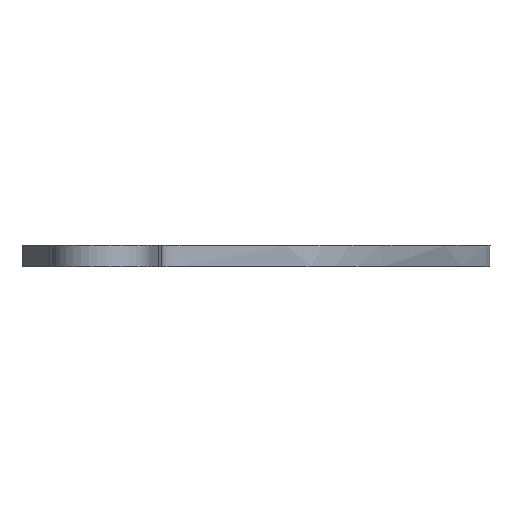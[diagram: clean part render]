
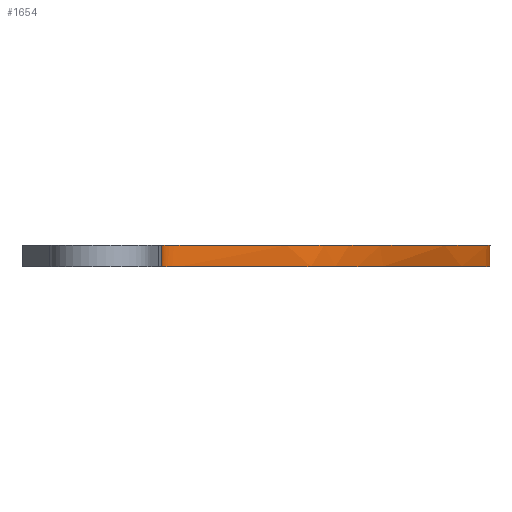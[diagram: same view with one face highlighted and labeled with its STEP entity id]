
A CAD part, left-side view. The second image highlights one B-rep face of the part: STEP entity #1654.
In plain terms, the highlighted free-form (B-spline) face has degree [3, 1] with [12, 2] control points.
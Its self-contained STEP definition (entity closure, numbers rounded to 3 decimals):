
#29=B_SPLINE_SURFACE_WITH_KNOTS('',3,1,((#4255,#4256),(#4257,#4258),(#4259,
#4260),(#4261,#4262),(#4263,#4264),(#4265,#4266),(#4267,#4268),(#4269,#4270),
(#4271,#4272),(#4273,#4274),(#4275,#4276),(#4277,#4278)),.UNSPECIFIED.,
 .F.,.F.,.F.,(4,1,1,1,1,1,1,1,1,4),(2,2),(0.,1.917,3.834,
7.667,11.334,15.,16.212,17.423,
18.325,19.227),(0.,1.081),.UNSPECIFIED.);
#213=FACE_OUTER_BOUND('',#313,.T.);
#313=EDGE_LOOP('',(#1500,#1501,#1502,#1503));
#449=LINE('',#4279,#582);
#582=VECTOR('',#1995,10.);
#590=B_SPLINE_CURVE_WITH_KNOTS('',3,(#2040,#2041,#2042,#2043,#2044,#2045,
#2046,#2047,#2048,#2049,#2050),.UNSPECIFIED.,.F.,.F.,(4,1,1,1,1,1,1,1,4),
(-23.465,-21.126,-18.786,-14.107,
-9.633,-5.158,-3.679,-2.201,
-2.022),.UNSPECIFIED.);
#616=B_SPLINE_CURVE_WITH_KNOTS('',3,(#2836,#2837,#2838,#2839,#2840,#2841,
#2842,#2843,#2844,#2845,#2846),.UNSPECIFIED.,.F.,.F.,(4,1,1,1,1,1,1,1,4),
(-13.456,-13.343,-12.416,-11.488,
-8.68,-5.872,-2.936,-1.468,
0.),.UNSPECIFIED.);
#636=B_SPLINE_CURVE_WITH_KNOTS('',3,(#4242,#4243,#4244,#4245,#4246,#4247),
 .UNSPECIFIED.,.F.,.F.,(4,2,4),(-0.63,-0.315,0.),
 .UNSPECIFIED.);
#646=VERTEX_POINT('',#2037);
#647=VERTEX_POINT('',#2039);
#764=VERTEX_POINT('',#2833);
#765=VERTEX_POINT('',#2835);
#810=EDGE_CURVE('',#647,#646,#590,.T.);
#950=EDGE_CURVE('',#765,#764,#616,.T.);
#1036=EDGE_CURVE('',#646,#765,#636,.T.);
#1040=EDGE_CURVE('',#647,#764,#449,.T.);
#1500=ORIENTED_EDGE('',*,*,#1036,.T.);
#1501=ORIENTED_EDGE('',*,*,#950,.T.);
#1502=ORIENTED_EDGE('',*,*,#1040,.F.);
#1503=ORIENTED_EDGE('',*,*,#810,.T.);
#1654=ADVANCED_FACE('',(#213),#29,.T.);
#1995=DIRECTION('',(0.,0.,-1.));
#2037=CARTESIAN_POINT('',(62.318,100.072,6.3));
#2039=CARTESIAN_POINT('',(199.023,2.631,6.3));
#2040=CARTESIAN_POINT('Ctrl Pts',(199.023,2.631,6.3));
#2041=CARTESIAN_POINT('Ctrl Pts',(193.159,1.671,6.3));
#2042=CARTESIAN_POINT('Ctrl Pts',(179.917,6.799,6.3));
#2043=CARTESIAN_POINT('Ctrl Pts',(156.362,14.75,6.3));
#2044=CARTESIAN_POINT('Ctrl Pts',(128.403,29.484,6.3));
#2045=CARTESIAN_POINT('Ctrl Pts',(94.807,47.192,6.3));
#2046=CARTESIAN_POINT('Ctrl Pts',(81.216,73.973,6.3));
#2047=CARTESIAN_POINT('Ctrl Pts',(72.072,90.739,6.3));
#2048=CARTESIAN_POINT('Ctrl Pts',(66.521,99.835,6.3));
#2049=CARTESIAN_POINT('Ctrl Pts',(62.736,100.088,6.3));
#2050=CARTESIAN_POINT('Ctrl Pts',(62.318,100.072,6.3));
#2833=CARTESIAN_POINT('',(199.023,2.631,0.));
#2835=CARTESIAN_POINT('',(62.318,100.072,0.));
#2836=CARTESIAN_POINT('Ctrl Pts',(62.318,100.072,0.));
#2837=CARTESIAN_POINT('Ctrl Pts',(62.736,100.088,0.));
#2838=CARTESIAN_POINT('Ctrl Pts',(66.521,99.835,0.));
#2839=CARTESIAN_POINT('Ctrl Pts',(72.072,90.739,0.));
#2840=CARTESIAN_POINT('Ctrl Pts',(81.216,73.973,0.));
#2841=CARTESIAN_POINT('Ctrl Pts',(94.807,47.192,0.));
#2842=CARTESIAN_POINT('Ctrl Pts',(128.403,29.484,0.));
#2843=CARTESIAN_POINT('Ctrl Pts',(156.362,14.75,0.));
#2844=CARTESIAN_POINT('Ctrl Pts',(179.917,6.799,0.));
#2845=CARTESIAN_POINT('Ctrl Pts',(193.159,1.671,0.));
#2846=CARTESIAN_POINT('Ctrl Pts',(199.023,2.631,0.));
#4242=CARTESIAN_POINT('Ctrl Pts',(62.318,100.072,6.3));
#4243=CARTESIAN_POINT('Ctrl Pts',(62.318,100.072,5.25));
#4244=CARTESIAN_POINT('Ctrl Pts',(62.318,100.072,4.2));
#4245=CARTESIAN_POINT('Ctrl Pts',(62.318,100.072,2.1));
#4246=CARTESIAN_POINT('Ctrl Pts',(62.318,100.072,1.05));
#4247=CARTESIAN_POINT('Ctrl Pts',(62.318,100.072,0.));
#4255=CARTESIAN_POINT('Ctrl Pts',(199.023,2.631,7.656));
#4256=CARTESIAN_POINT('Ctrl Pts',(199.023,2.631,-3.159));
#4257=CARTESIAN_POINT('Ctrl Pts',(193.159,1.671,7.656));
#4258=CARTESIAN_POINT('Ctrl Pts',(193.159,1.671,-3.159));
#4259=CARTESIAN_POINT('Ctrl Pts',(179.917,6.799,7.656));
#4260=CARTESIAN_POINT('Ctrl Pts',(179.917,6.799,-3.159));
#4261=CARTESIAN_POINT('Ctrl Pts',(156.362,14.75,7.656));
#4262=CARTESIAN_POINT('Ctrl Pts',(156.362,14.75,-3.159));
#4263=CARTESIAN_POINT('Ctrl Pts',(128.403,29.484,7.656));
#4264=CARTESIAN_POINT('Ctrl Pts',(128.403,29.484,-3.159));
#4265=CARTESIAN_POINT('Ctrl Pts',(94.807,47.192,7.656));
#4266=CARTESIAN_POINT('Ctrl Pts',(94.807,47.192,-3.159));
#4267=CARTESIAN_POINT('Ctrl Pts',(81.216,73.973,7.656));
#4268=CARTESIAN_POINT('Ctrl Pts',(81.216,73.973,-3.159));
#4269=CARTESIAN_POINT('Ctrl Pts',(72.072,90.739,7.656));
#4270=CARTESIAN_POINT('Ctrl Pts',(72.072,90.739,-3.159));
#4271=CARTESIAN_POINT('Ctrl Pts',(64.89,102.508,7.656));
#4272=CARTESIAN_POINT('Ctrl Pts',(64.89,102.508,-3.159));
#4273=CARTESIAN_POINT('Ctrl Pts',(55.439,97.45,7.656));
#4274=CARTESIAN_POINT('Ctrl Pts',(55.439,97.45,-3.159));
#4275=CARTESIAN_POINT('Ctrl Pts',(49.242,95.426,7.656));
#4276=CARTESIAN_POINT('Ctrl Pts',(49.242,95.426,-3.159));
#4277=CARTESIAN_POINT('Ctrl Pts',(47.018,93.894,7.656));
#4278=CARTESIAN_POINT('Ctrl Pts',(47.018,93.894,-3.159));
#4279=CARTESIAN_POINT('',(199.023,2.631,7.656));
